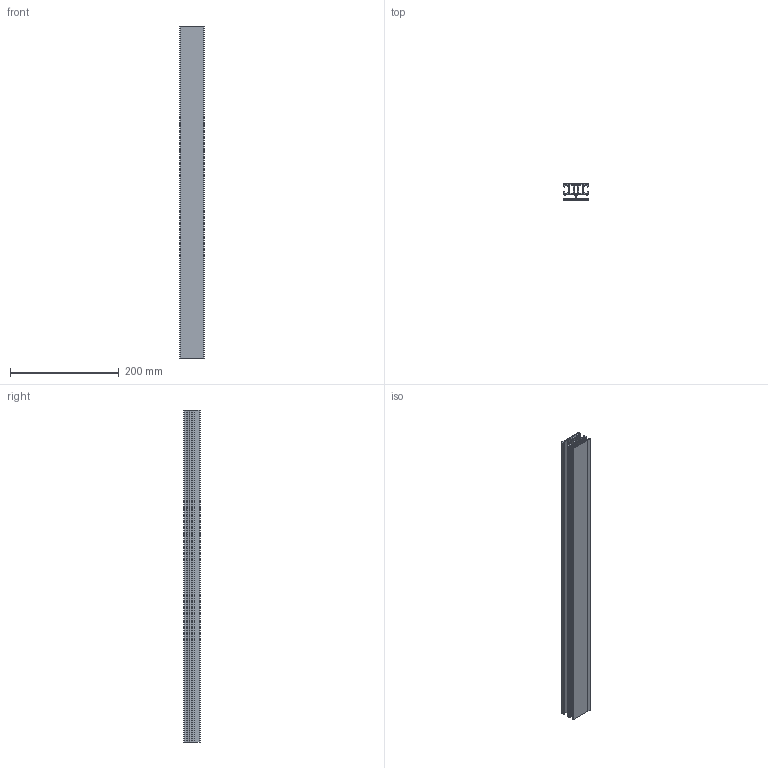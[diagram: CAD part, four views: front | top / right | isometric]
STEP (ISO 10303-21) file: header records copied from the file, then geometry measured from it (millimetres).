
FILE_DESCRIPTION (( 'STEP AP214' ), '1' );
FILE_NAME ('335F Ïðîôèëü àëþìèíèåâûé 30õ45F (Àí. ñåðåáðî).STEP', '2026-03-12T09:09:18', ( '' ), ( '' ), 'SwSTEP 2.0', 'SolidWorks 2026', '' );
FILE_SCHEMA (( 'AUTOMOTIVE_DESIGN' ));
Length unit declared in the file: millimetre
Products named in the file (1): 335F Профиль алюминиевый 30х45F (Ан. серебро)
Bounding box: 45 x 30 x 610 mm (x, y, z)
Volume: 271381.6 mm3; surface area: 278009.9 mm2
Topology: 1 solids, 1 shells, 223 faces, 663 edges, 442 vertices
Faces by surface type: plane 130, cylinder 93
Entity records: 7538 total; most frequent: CARTESIAN_POINT 1329, ORIENTED_EDGE 1326, DIRECTION 1297, EDGE_CURVE 663, LINE 477, VECTOR 477, VERTEX_POINT 442, AXIS2_PLACEMENT_3D 410
